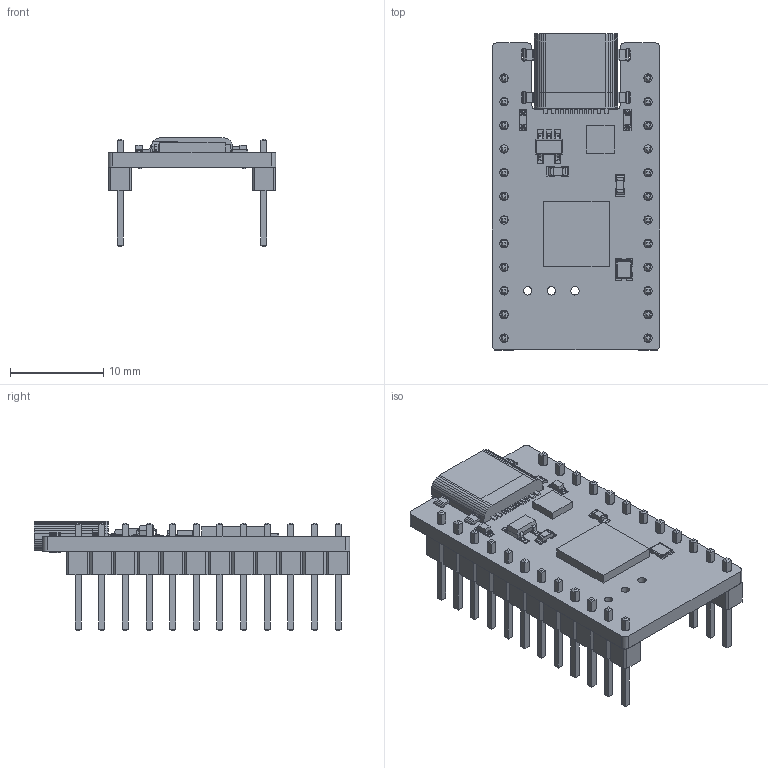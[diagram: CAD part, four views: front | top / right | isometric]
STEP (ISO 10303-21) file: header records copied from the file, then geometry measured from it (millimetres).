
FILE_DESCRIPTION(('HOOPS Exchange Step'),'2;1');
FILE_NAME('temp_export','2023-09-08T17:56:44-04:00',('jscotto'),('Shapr3D Limited'),'HOOPS Exchange 2023.2','Shapr3D','Authorized');
FILE_SCHEMA( ('AUTOMOTIVE_DESIGN { 1 0 10303 214 1 1 1 1 }') );
Length unit declared in the file: millimetre
Products named in the file (22): User Library-TYPE-C-31-M-14.step; MICRO_603 resistor 102; MICRO_stackable header pin; MICRO_stackable header 12; micro_crystal 5x3; MICRO_led; micro_MIC5219; PinHeader_1x12_P2.54mm_Vertical.step; nice!nano; root
Assembly tree (21 placements, depth 4):
  root
    nice!nano
      User Library-TYPE-C-31-M-14.step
      MICRO_603 resistor 102
      MICRO_stackable header 12
        MICRO_stackable header pin
        MICRO_stackable header pin
        MICRO_stackable header pin
        MICRO_stackable header pin
        MICRO_stackable header pin
        MICRO_stackable header pin
        MICRO_stackable header pin
        MICRO_stackable header 12
        MICRO_stackable header pin
        MICRO_stackable header pin
        MICRO_stackable header pin
        MICRO_stackable header pin
        MICRO_stackable header pin
      micro_crystal 5x3
      MICRO_led
      micro_MIC5219
      PinHeader_1x12_P2.54mm_Vertical.step
Bounding box: 18 x 33.95 x 11.72 mm (x, y, z)
Volume: 1470.3 mm3; surface area: 3614.9 mm2
Topology: 40 solids, 40 shells, 1442 faces, 3691 edges, 2382 vertices
Faces by surface type: plane 1222, cylinder 162, bspline 28, torus 18, extrusion 8, sphere 4
Full cylindrical faces by diameter (mm): 0.3 x2, 0.5 x2, 0.9 x27
Entity records: 43989 total; most frequent: CARTESIAN_POINT 8293, ORIENTED_EDGE 7358, DIRECTION 6859, EDGE_CURVE 3679, VECTOR 3211, LINE 3203, VERTEX_POINT 2382, AXIS2_PLACEMENT_3D 1824
